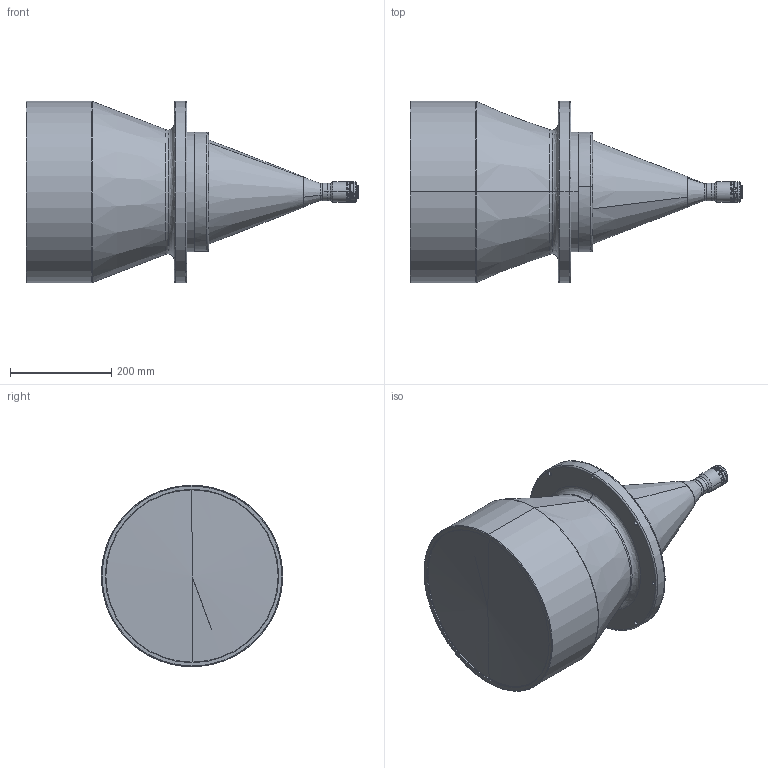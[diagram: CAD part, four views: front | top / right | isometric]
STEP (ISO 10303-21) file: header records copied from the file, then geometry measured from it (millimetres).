
FILE_DESCRIPTION (( 'STEP AP203' ), '1' );
FILE_NAME ('DTCM110-300S-AL.STEP', '2023-11-22T10:18:48', ( '' ), ( '' ), 'SwSTEP 2.0', 'SolidWorks 2017', '' );
FILE_SCHEMA (( 'CONFIG_CONTROL_DESIGN' ));
Length unit declared in the file: millimetre
Products named in the file (1): DTCM110-300S-AL
Bounding box: 655.36 x 358 x 358 mm (x, y, z)
Volume: 31673570.7 mm3; surface area: 688580.2 mm2
Topology: 1 solids, 6 shells, 249 faces, 627 edges, 397 vertices
Faces by surface type: cylinder 137, cone 62, plane 34, bspline 14, torus 2
Entity records: 9111 total; most frequent: CARTESIAN_POINT 3229, ORIENTED_EDGE 1242, DIRECTION 1194, EDGE_CURVE 621, AXIS2_PLACEMENT_3D 498, VERTEX_POINT 397, EDGE_LOOP 280, CIRCLE 262
